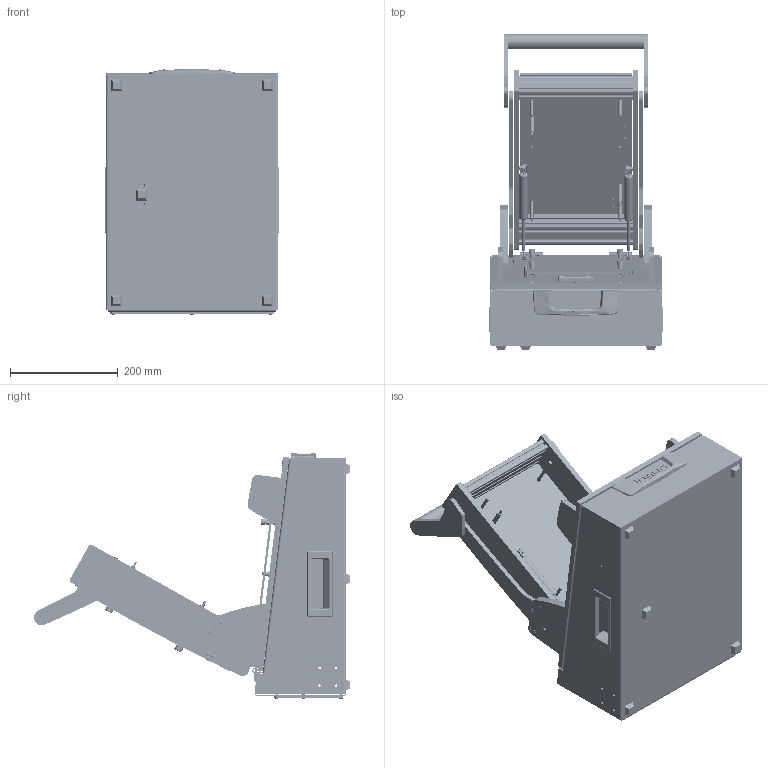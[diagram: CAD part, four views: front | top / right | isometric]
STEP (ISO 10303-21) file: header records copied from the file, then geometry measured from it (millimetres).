
FILE_DESCRIPTION (( 'STEP AP214' ), '1' );
FILE_NAME ('INGUN_48590_open.STEP', '2021-02-24T09:46:37', ( '' ), ( '' ), 'SwSTEP 2.0', 'SolidWorks 2018', '' );
FILE_SCHEMA (( 'AUTOMOTIVE_DESIGN' ));
Length unit declared in the file: millimetre
Products named in the file (102): 41369~1_S; DIN6325~n_06,0m6x012; 32171~0_S; 45888~1_S; 48728~1_S; 2229~6; 48378~4_S; DIN7991~n_M05,0x020; 41367~6_S; DIN6325~n_03,0m6x016; 36174~14; 2196~6; 53031~0_S; 45900-KIT~1_flexibel<S>; 48565~1_S; DIN6325~n_06,0m6x030; DIN6325~n_03,0m6x024; 53837~3_KUNDE<S>; 45899~1_S; 35663~9_S; 46869~0_S; 2281~0_180ø<Standard>; 3699~0_zwei <Standard>; 53032~0_S; 45889~3_S; 55713~1_KUNDE<S>; DIN6325~n_04,0m6x016; 2393~0_S; 2720~0; 46008~2; 57801~2_S; DIN125~n_04,3 M04,0; 31767~3_S; 48377~6_KUNDE<S>; 45885~1; DIN934~n_M05,0; 30758~0_S; 39893~3_KUNDE<S>; 49317~0; 45884~1_S ...
Assembly tree (217 placements, depth 6):
  INGUN_48590_open
    48860~1_KUNDE offen<S>
      31765~4_S
        32334~6
        30758~0_S  x2
          30758_01~0_S
          30758_02~0_S
        20902~0
        21332~0_MA 2112<Standard>
          21332_02~0
          21332_01~0
        31767~3_S
        2720~0  x5
        53032~0_S
        32171~0_S
        35334~0_S
        ISO7380~n_M04,0x012  x4
        32462~0_S
        8804~0
        DIN7991~n_M05,0x016
        DIN7991~n_M05,0x012  x2
        DIN985-A2~n_M05,0  x3
        DIN125~n_05,3 M05,0 Fase  x2
      48372~5_KUNDE offen<S>
        48377~6_KUNDE<S>
          53836~2_KUNDE<S>
          53837~3_KUNDE<S>
          34328~1_S  x2
          57808~0_S
          57809~0_mit Lehre gebohrt<S>
          3381~0  x2
          ISO7380~n_M04,0x020
          ISO7380~n_M04,0x016
          DIN125~n_06,4 M06,0 Fase  x2
          57801~2_S  x2
          49317~0  x2
        48378~4_S
          36174~14
          48381~0_S
          35662~11_S
          35663~9_S
          48509~2_S
          2281~0_180ø<Standard>  x2
            2281~0
          37188~1_S  x2
          53031~0_S
          48727~1_S
            48726~2_S
            DIN6325~n_04,0m6x012
            48565~1_S
            DIN912~n_M04,0x020  x2
            DIN125~n_06,4 M06,0 Fase
            DIN125~n_04,3 M04,0  x2
            49317~0
          48728~1_S
            48726~2_S
            DIN6325~n_04,0m6x012
            48565~1_S
            DIN125~n_06,4 M06,0 Fase
            DIN125~n_04,3 M04,0  x2
Bounding box: 324.6 x 587.67 x 458.02 mm (x, y, z)
Volume: 5571278.2 mm3; surface area: 2454087.1 mm2
Topology: 211 solids, 211 shells, 6711 faces, 16616 edges, 10671 vertices
Faces by surface type: plane 2975, cylinder 2506, cone 756, bspline 226, torus 144, sphere 104
Entity records: 161666 total; most frequent: CARTESIAN_POINT 35341, DIRECTION 23001, ORIENTED_EDGE 21370, EDGE_CURVE 10685, AXIS2_PLACEMENT_3D 8415, VERTEX_POINT 6954, VECTOR 6171, LINE 6171
